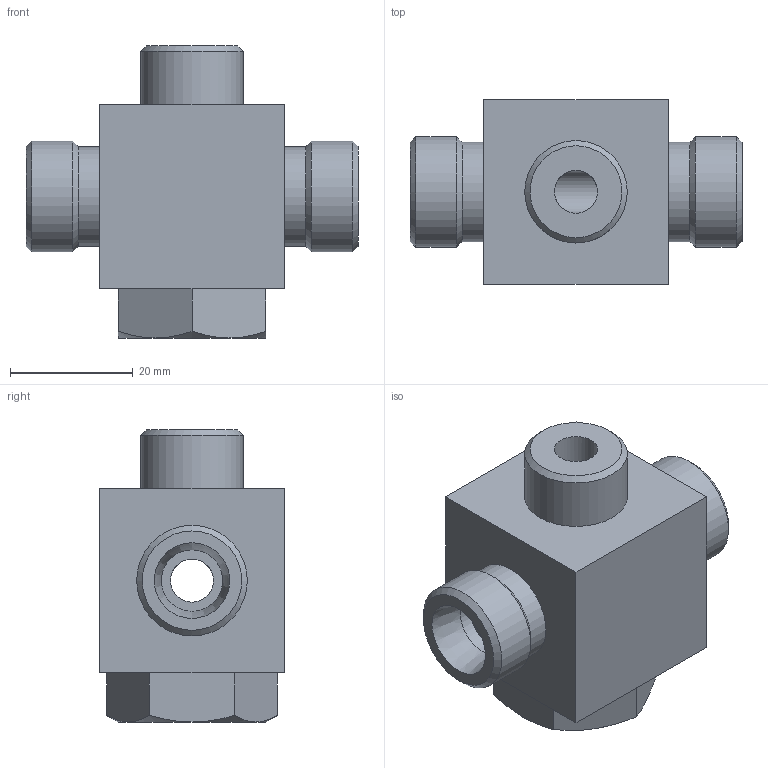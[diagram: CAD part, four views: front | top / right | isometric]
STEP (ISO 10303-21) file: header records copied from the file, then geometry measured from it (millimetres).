
FILE_DESCRIPTION(/* description */ ('STEP AP203'),/* implementation_level */ '2;1');
FILE_NAME(/* name */ 'Swivel Body TSKV 102-01',/* time_stamp */ '2025-01-16T09:41:29+01:00',/* author */ ('License CC BY-ND 4.0'),/* organization */ ('CADENAS'),/* preprocessor_version */ 'ST-DEVELOPER v19.3',/* originating_system */ 'PARTsolutions',/* authorisation */ ' ');
FILE_SCHEMA (('CONFIG_CONTROL_DESIGN'));
Length unit declared in the file: millimetre
Products named in the file (1): Schwenkkoerper TSKV 102-01
Bounding box: 54 x 30 x 47.5 mm (x, y, z)
Volume: 34979.7 mm3; surface area: 9520.8 mm2
Topology: 1 solids, 1 shells, 40 faces, 85 edges, 53 vertices
Faces by surface type: plane 18, cone 13, cylinder 9
Full cylindrical faces by diameter (mm): 7 x2, 10 x2, 16.16 x2, 16.662 x1, 18 x2
Entity records: 1014 total; most frequent: CARTESIAN_POINT 193, DIRECTION 166, ORIENTED_EDGE 132, AXIS2_PLACEMENT_3D 71, EDGE_CURVE 66, EDGE_LOOP 66, FACE_BOUND 66, VERTEX_POINT 50
